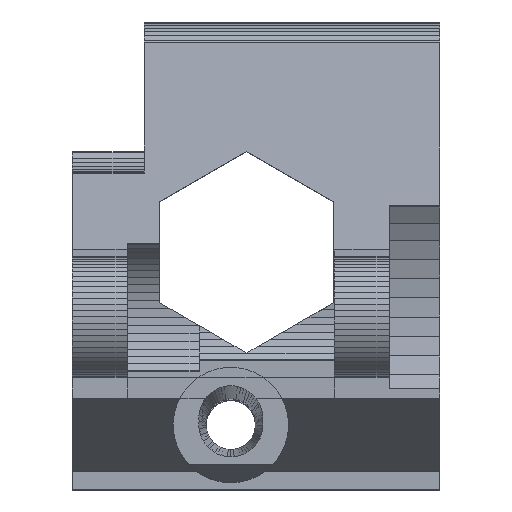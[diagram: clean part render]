
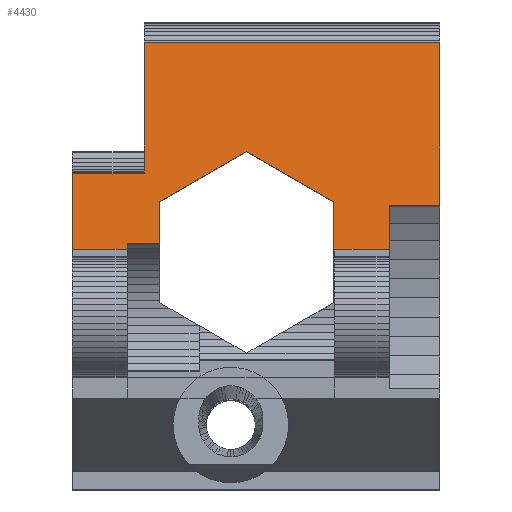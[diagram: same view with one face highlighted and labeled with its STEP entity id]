
A CAD part, top view. The second image highlights one B-rep face of the part: STEP entity #4430.
In plain terms, the highlighted planar face has unit normal (0, 0.139, 0.99).
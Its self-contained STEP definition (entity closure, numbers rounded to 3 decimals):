
#3823 = VERTEX_POINT('',#3824);
#3824 = CARTESIAN_POINT('',(-11.2,-15.783,-6.005));
#3830 = EDGE_CURVE('',#3831,#3823,#3833,.T.);
#3831 = VERTEX_POINT('',#3832);
#3832 = CARTESIAN_POINT('',(-11.2,-15.407,-6.058));
#3833 = LINE('',#3834,#3835);
#3834 = CARTESIAN_POINT('',(-11.2,-17.855,-5.714));
#3835 = VECTOR('',#3836,1.);
#3836 = DIRECTION('',(0.,-0.99,0.139)
  );
#4413 = VERTEX_POINT('',#4414);
#4414 = CARTESIAN_POINT('',(-8.962,-15.407,
    -6.058));
#4420 = EDGE_CURVE('',#3831,#4413,#4421,.T.);
#4421 = LINE('',#4422,#4423);
#4422 = CARTESIAN_POINT('',(-15.6,-15.407,-6.058));
#4423 = VECTOR('',#4424,1.);
#4424 = DIRECTION('',(1.,0.,0.));
#4430 = ADVANCED_FACE('',(#4431),#4569,.F.);
#4431 = FACE_BOUND('',#4432,.F.);
#4432 = EDGE_LOOP('',(#4433,#4441,#4449,#4457,#4465,#4473,#4481,#4489,
    #4497,#4505,#4513,#4521,#4529,#4537,#4545,#4553,#4561,#4567,#4568));
#4433 = ORIENTED_EDGE('',*,*,#4434,.F.);
#4434 = EDGE_CURVE('',#4435,#3823,#4437,.T.);
#4435 = VERTEX_POINT('',#4436);
#4436 = CARTESIAN_POINT('',(-15.,-15.783,-6.005));
#4437 = LINE('',#4438,#4439);
#4438 = CARTESIAN_POINT('',(-20.,-15.783,-6.005));
#4439 = VECTOR('',#4440,1.);
#4440 = DIRECTION('',(1.,0.,0.));
#4441 = ORIENTED_EDGE('',*,*,#4442,.T.);
#4442 = EDGE_CURVE('',#4435,#4443,#4445,.T.);
#4443 = VERTEX_POINT('',#4444);
#4444 = CARTESIAN_POINT('',(-15.,-10.5,-6.748));
#4445 = LINE('',#4446,#4447);
#4446 = CARTESIAN_POINT('',(-15.,-24.471,-4.784));
#4447 = VECTOR('',#4448,1.);
#4448 = DIRECTION('',(0.,0.99,-0.139
    ));
#4449 = ORIENTED_EDGE('',*,*,#4450,.T.);
#4450 = EDGE_CURVE('',#4443,#4451,#4453,.T.);
#4451 = VERTEX_POINT('',#4452);
#4452 = CARTESIAN_POINT('',(-10.,-10.5,-6.748));
#4453 = LINE('',#4454,#4455);
#4454 = CARTESIAN_POINT('',(-18.5,-10.5,-6.748));
#4455 = VECTOR('',#4456,1.);
#4456 = DIRECTION('',(1.,0.,0.));
#4457 = ORIENTED_EDGE('',*,*,#4458,.F.);
#4458 = EDGE_CURVE('',#4459,#4451,#4461,.T.);
#4459 = VERTEX_POINT('',#4460);
#4460 = CARTESIAN_POINT('',(-10.,-9.,-6.959));
#4461 = LINE('',#4462,#4463);
#4462 = CARTESIAN_POINT('',(-10.,-13.813,-6.282));
#4463 = VECTOR('',#4464,1.);
#4464 = DIRECTION('',(0.,-0.99,0.139)
  );
#4465 = ORIENTED_EDGE('',*,*,#4466,.F.);
#4466 = EDGE_CURVE('',#4467,#4459,#4469,.T.);
#4467 = VERTEX_POINT('',#4468);
#4468 = CARTESIAN_POINT('',(-10.,-8.25,-7.064));
#4469 = LINE('',#4470,#4471);
#4470 = CARTESIAN_POINT('',(-10.,-12.527,-6.463));
#4471 = VECTOR('',#4472,1.);
#4472 = DIRECTION('',(0.,-0.99,0.139)
  );
#4473 = ORIENTED_EDGE('',*,*,#4474,.T.);
#4474 = EDGE_CURVE('',#4467,#4475,#4477,.T.);
#4475 = VERTEX_POINT('',#4476);
#4476 = CARTESIAN_POINT('',(-10.,-1.414,-8.025));
#4477 = LINE('',#4478,#4479);
#4478 = CARTESIAN_POINT('',(-10.,-9.739,-6.855));
#4479 = VECTOR('',#4480,1.);
#4480 = DIRECTION('',(0.,0.99,-0.139
    ));
#4481 = ORIENTED_EDGE('',*,*,#4482,.T.);
#4482 = EDGE_CURVE('',#4475,#4483,#4485,.T.);
#4483 = VERTEX_POINT('',#4484);
#4484 = CARTESIAN_POINT('',(10.5,-1.414,-8.025));
#4485 = LINE('',#4486,#4487);
#4486 = CARTESIAN_POINT('',(-18.25,-1.414,-8.025));
#4487 = VECTOR('',#4488,1.);
#4488 = DIRECTION('',(1.,0.,0.));
#4489 = ORIENTED_EDGE('',*,*,#4490,.T.);
#4490 = EDGE_CURVE('',#4483,#4491,#4493,.T.);
#4491 = VERTEX_POINT('',#4492);
#4492 = CARTESIAN_POINT('',(10.5,-3.5,-7.732));
#4493 = LINE('',#4494,#4495);
#4494 = CARTESIAN_POINT('',(10.5,-9.773,-6.85));
#4495 = VECTOR('',#4496,1.);
#4496 = DIRECTION('',(0.,-0.99,0.139)
  );
#4497 = ORIENTED_EDGE('',*,*,#4498,.F.);
#4498 = EDGE_CURVE('',#4499,#4491,#4501,.T.);
#4499 = VERTEX_POINT('',#4500);
#4500 = CARTESIAN_POINT('',(10.5,-7.499,-7.17));
#4501 = LINE('',#4502,#4503);
#4502 = CARTESIAN_POINT('',(10.5,-24.471,-4.784));
#4503 = VECTOR('',#4504,1.);
#4504 = DIRECTION('',(0.,0.99,-0.139
    ));
#4505 = ORIENTED_EDGE('',*,*,#4506,.F.);
#4506 = EDGE_CURVE('',#4507,#4499,#4509,.T.);
#4507 = VERTEX_POINT('',#4508);
#4508 = CARTESIAN_POINT('',(10.5,-12.753,-6.431));
#4509 = LINE('',#4510,#4511);
#4510 = CARTESIAN_POINT('',(10.5,-24.471,-4.784));
#4511 = VECTOR('',#4512,1.);
#4512 = DIRECTION('',(0.,0.99,-0.139
    ));
#4513 = ORIENTED_EDGE('',*,*,#4514,.T.);
#4514 = EDGE_CURVE('',#4507,#4515,#4517,.T.);
#4515 = VERTEX_POINT('',#4516);
#4516 = CARTESIAN_POINT('',(7.,-12.753,-6.431));
#4517 = LINE('',#4518,#4519);
#4518 = CARTESIAN_POINT('',(-6.5,-12.753,-6.431));
#4519 = VECTOR('',#4520,1.);
#4520 = DIRECTION('',(-1.,0.,0.));
#4521 = ORIENTED_EDGE('',*,*,#4522,.F.);
#4522 = EDGE_CURVE('',#4523,#4515,#4525,.T.);
#4523 = VERTEX_POINT('',#4524);
#4524 = CARTESIAN_POINT('',(7.,-15.783,-6.005));
#4525 = LINE('',#4526,#4527);
#4526 = CARTESIAN_POINT('',(7.,-17.89,-5.709));
#4527 = VECTOR('',#4528,1.);
#4528 = DIRECTION('',(0.,0.99,-0.139
    ));
#4529 = ORIENTED_EDGE('',*,*,#4530,.F.);
#4530 = EDGE_CURVE('',#4531,#4523,#4533,.T.);
#4531 = VERTEX_POINT('',#4532);
#4532 = CARTESIAN_POINT('',(3.162,-15.783,
    -6.005));
#4533 = LINE('',#4534,#4535);
#4534 = CARTESIAN_POINT('',(-20.,-15.783,-6.005));
#4535 = VECTOR('',#4536,1.);
#4536 = DIRECTION('',(1.,0.,0.));
#4537 = ORIENTED_EDGE('',*,*,#4538,.T.);
#4538 = EDGE_CURVE('',#4531,#4539,#4541,.T.);
#4539 = VERTEX_POINT('',#4540);
#4540 = CARTESIAN_POINT('',(3.162,-12.5,-6.467));
#4541 = LINE('',#4542,#4543);
#4542 = CARTESIAN_POINT('',(3.162,-14.587,
    -6.173));
#4543 = VECTOR('',#4544,1.);
#4544 = DIRECTION('',(0.,0.99,-0.139
    ));
#4545 = ORIENTED_EDGE('',*,*,#4546,.T.);
#4546 = EDGE_CURVE('',#4539,#4547,#4549,.T.);
#4547 = VERTEX_POINT('',#4548);
#4548 = CARTESIAN_POINT('',(-2.9,-9.,-6.959));
#4549 = LINE('',#4550,#4551);
#4550 = CARTESIAN_POINT('',(-7.58,-6.298,
    -7.338));
#4551 = VECTOR('',#4552,1.);
#4552 = DIRECTION('',(-0.864,0.499,
    -0.07));
#4553 = ORIENTED_EDGE('',*,*,#4554,.T.);
#4554 = EDGE_CURVE('',#4547,#4555,#4557,.T.);
#4555 = VERTEX_POINT('',#4556);
#4556 = CARTESIAN_POINT('',(-8.962,-12.5,-6.467));
#4557 = LINE('',#4558,#4559);
#4558 = CARTESIAN_POINT('',(-13.998,-15.408,
    -6.058));
#4559 = VECTOR('',#4560,1.);
#4560 = DIRECTION('',(-0.864,-0.499,
    0.07));
#4561 = ORIENTED_EDGE('',*,*,#4562,.T.);
#4562 = EDGE_CURVE('',#4555,#4413,#4563,.T.);
#4563 = LINE('',#4564,#4565);
#4564 = CARTESIAN_POINT('',(-8.962,-18.02,
    -5.691));
#4565 = VECTOR('',#4566,1.);
#4566 = DIRECTION('',(0.,-0.99,0.139)
  );
#4567 = ORIENTED_EDGE('',*,*,#4420,.F.);
#4568 = ORIENTED_EDGE('',*,*,#3830,.T.);
#4569 = PLANE('',#4570);
#4570 = AXIS2_PLACEMENT_3D('',#4571,#4572,#4573);
#4571 = CARTESIAN_POINT('',(-20.,-15.783,-6.005));
#4572 = DIRECTION('',(0.,-0.139,
    -0.99));
#4573 = DIRECTION('',(1.,0.,0.));
